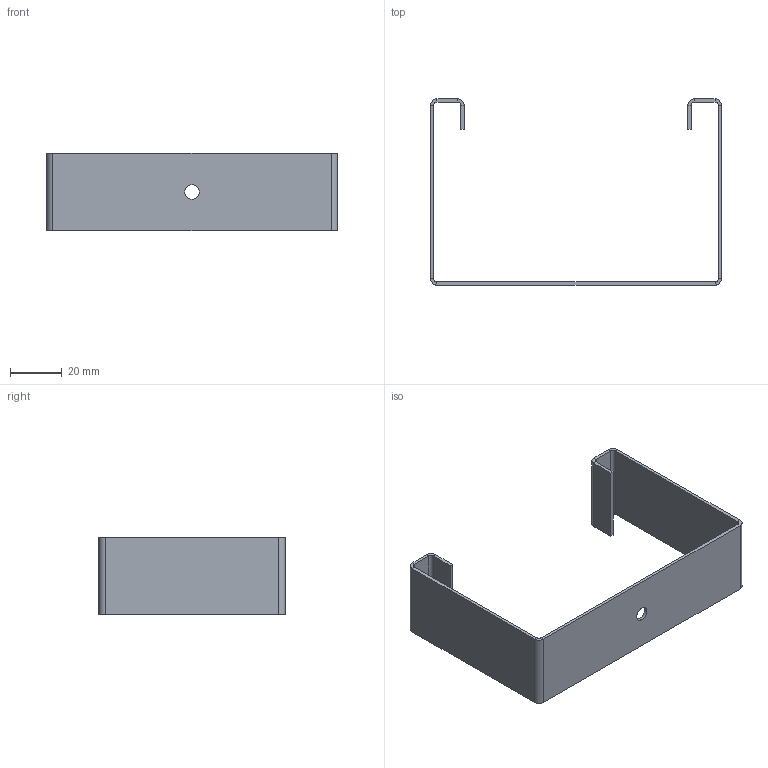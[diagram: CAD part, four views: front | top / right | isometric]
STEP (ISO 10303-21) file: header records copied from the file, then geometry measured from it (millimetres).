
FILE_DESCRIPTION (( 'STEP AP203' ), '1' );
FILE_NAME ('30-02-2949.STEP', '2013-06-05T10:49:25', ( 'asennus' ), ( '' ), 'SwSTEP 2.0', 'SolidWorks 2013', '' );
FILE_SCHEMA (( 'CONFIG_CONTROL_DESIGN' ));
Length unit declared in the file: millimetre
Products named in the file (1): 30-02-2949
Bounding box: 112.5 x 72 x 30 mm (x, y, z)
Volume: 10983 mm3; surface area: 18403.5 mm2
Topology: 1 solids, 1 shells, 56 faces, 114 edges, 60 vertices
Faces by surface type: plane 42, cylinder 14
Entity records: 1483 total; most frequent: DIRECTION 256, CARTESIAN_POINT 231, ORIENTED_EDGE 228, EDGE_CURVE 114, VECTOR 86, LINE 86, AXIS2_PLACEMENT_3D 85, VERTEX_POINT 60
